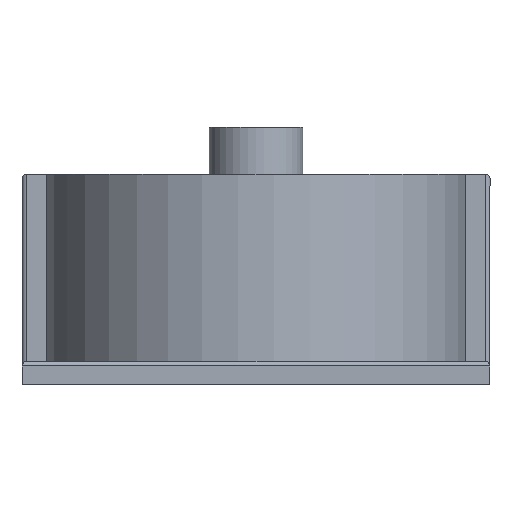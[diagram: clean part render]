
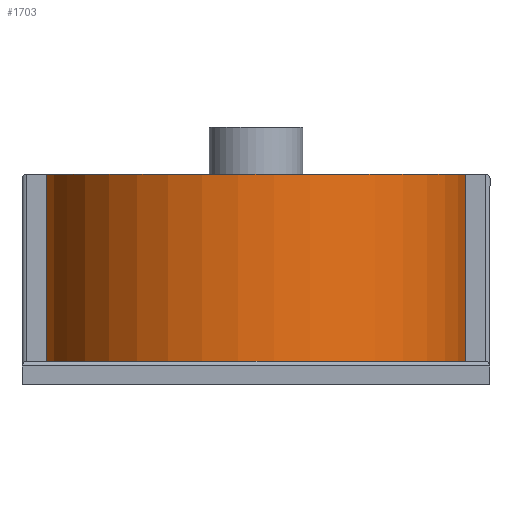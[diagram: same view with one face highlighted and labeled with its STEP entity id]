
A CAD part, left-side view. The second image highlights one B-rep face of the part: STEP entity #1703.
In plain terms, the highlighted cylindrical face has radius 45 mm (diameter 90 mm), a partial arc.
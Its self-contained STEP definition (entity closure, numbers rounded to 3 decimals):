
#42 = ORIENTED_EDGE ( 'NONE', *, *, #2266, .T. ) ;
#113 = ORIENTED_EDGE ( 'NONE', *, *, #2760, .F. ) ;
#129 = ORIENTED_EDGE ( 'NONE', *, *, #2015, .T. ) ;
#219 = FACE_OUTER_BOUND ( 'NONE', #2384, .T. ) ;
#754 = DIRECTION ( 'NONE',  ( 0., 0., -1. ) ) ;
#755 = VECTOR ( 'NONE', #2489, 1000. ) ;
#804 = DIRECTION ( 'NONE',  ( 0., 0., 1. ) ) ;
#967 = DIRECTION ( 'NONE',  ( 0., -1., 0. ) ) ;
#1008 = CARTESIAN_POINT ( 'NONE',  ( 0., 0., 45. ) ) ;
#1039 = AXIS2_PLACEMENT_3D ( 'NONE', #2504, #1223, #967 ) ;
#1223 = DIRECTION ( 'NONE',  ( 0., 0., 1. ) ) ;
#1230 = ORIENTED_EDGE ( 'NONE', *, *, #1527, .T. ) ;
#1527 = EDGE_CURVE ( 'NONE', #2555, #3383, #3047, .T. ) ;
#1537 = CARTESIAN_POINT ( 'NONE',  ( -5., 44.721, 45. ) ) ;
#1587 = CIRCLE ( 'NONE', #1989, 45. ) ;
#1703 = ADVANCED_FACE ( 'NONE', ( #219 ), #2885, .T. ) ;
#1787 = CARTESIAN_POINT ( 'NONE',  ( -5., -44.721, 45. ) ) ;
#1856 = CARTESIAN_POINT ( 'NONE',  ( 0., 0., 5. ) ) ;
#1907 = CARTESIAN_POINT ( 'NONE',  ( -5., 44.721, 5. ) ) ;
#1975 = CARTESIAN_POINT ( 'NONE',  ( -5., -44.721, 45. ) ) ;
#1989 = AXIS2_PLACEMENT_3D ( 'NONE', #1856, #804, #3203 ) ;
#2015 = EDGE_CURVE ( 'NONE', #3441, #2507, #2732, .T. ) ;
#2071 = DIRECTION ( 'NONE',  ( 0., 1., 0. ) ) ;
#2266 = EDGE_CURVE ( 'NONE', #3383, #3441, #1587, .T. ) ;
#2384 = EDGE_LOOP ( 'NONE', ( #113, #1230, #42, #129 ) ) ;
#2404 = VECTOR ( 'NONE', #2552, 1000. ) ;
#2489 = DIRECTION ( 'NONE',  ( 0., 0., 1. ) ) ;
#2504 = CARTESIAN_POINT ( 'NONE',  ( 0., 0., 45. ) ) ;
#2505 = AXIS2_PLACEMENT_3D ( 'NONE', #1008, #754, #2071 ) ;
#2507 = VERTEX_POINT ( 'NONE', #1787 ) ;
#2552 = DIRECTION ( 'NONE',  ( 0., 0., -1. ) ) ;
#2555 = VERTEX_POINT ( 'NONE', #1537 ) ;
#2665 = CARTESIAN_POINT ( 'NONE',  ( -5., -44.721, 5. ) ) ;
#2732 = LINE ( 'NONE', #1975, #755 ) ;
#2760 = EDGE_CURVE ( 'NONE', #2555, #2507, #3346, .T. ) ;
#2885 = CYLINDRICAL_SURFACE ( 'NONE', #2505, 45. ) ;
#3047 = LINE ( 'NONE', #3273, #2404 ) ;
#3203 = DIRECTION ( 'NONE',  ( 0., -1., 0. ) ) ;
#3273 = CARTESIAN_POINT ( 'NONE',  ( -5., 44.721, 45. ) ) ;
#3346 = CIRCLE ( 'NONE', #1039, 45. ) ;
#3383 = VERTEX_POINT ( 'NONE', #1907 ) ;
#3441 = VERTEX_POINT ( 'NONE', #2665 ) ;
